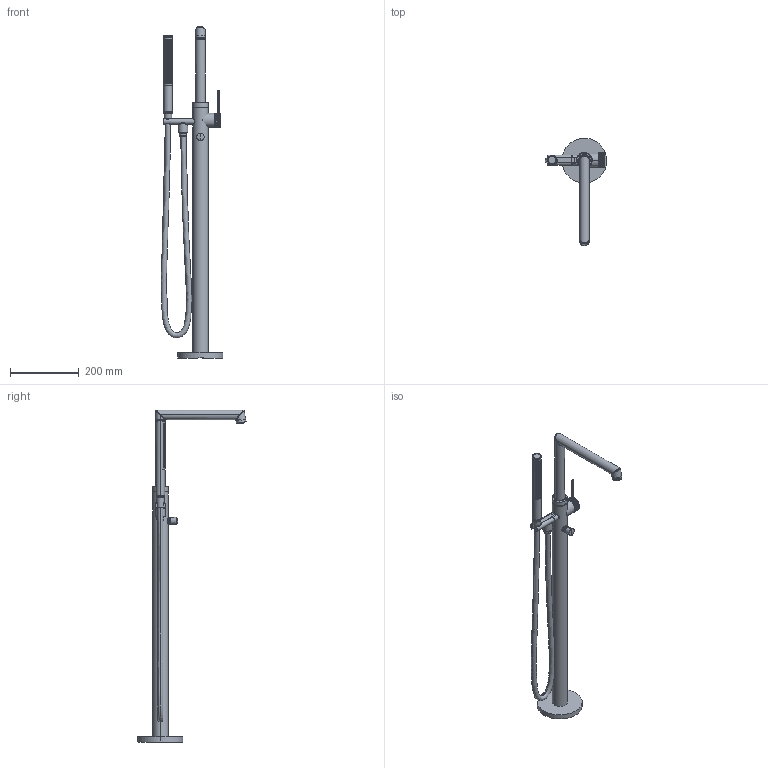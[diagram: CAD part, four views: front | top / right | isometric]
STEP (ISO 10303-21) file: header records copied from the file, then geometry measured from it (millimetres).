
FILE_DESCRIPTION(/* description */ (''),/* implementation_level */ '2;1');
FILE_NAME(/* name */ 'AU10096',/* time_stamp */ '2023-02-22T14:11:33+08:00',/* author */ (''),/* organization */ (''),/* preprocessor_version */ 'ST-DEVELOPER v16.5',/* originating_system */ '',/* authorisation */ '');
FILE_SCHEMA (('CONFIG_CONTROL_DESIGN'));
Products named in the file (10): Document; 558800301; 10096-HSZ-HT; 10096-CHUSHUIZUI; PRT0008-M5X25; 10096-SHOUBING; 10096-SHOULUN; 10096-ZT-FSCZ; 10096-ZT-G-GAI; SCY-03
Assembly tree (9 placements, depth 2):
  Document
    558800301
    10096-HSZ-HT
    10096-CHUSHUIZUI
    PRT0008-M5X25
    10096-SHOUBING
    10096-SHOULUN
    10096-ZT-FSCZ
    10096-ZT-G-GAI
    SCY-03
Bounding box: 178.68 x 313.68 x 963.3 mm (x, y, z)
Volume: 1645787.9 mm3; surface area: 384338.7 mm2
Topology: 16 solids, 17 shells, 7556 faces, 17536 edges, 9739 vertices
Faces by surface type: bspline 4260, cylinder 1678, plane 1618
Entity records: 353920 total; most frequent: CARTESIAN_POINT 239227, ORIENTED_EDGE 34384, EDGE_CURVE 17532, B_SPLINE_CURVE_WITH_KNOTS 14094, VERTEX_POINT 9737, EDGE_LOOP 8629, ADVANCED_FACE 7556, FACE_OUTER_BOUND 7556
